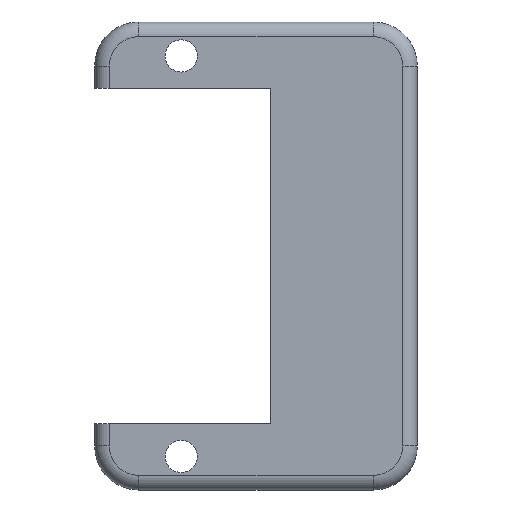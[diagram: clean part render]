
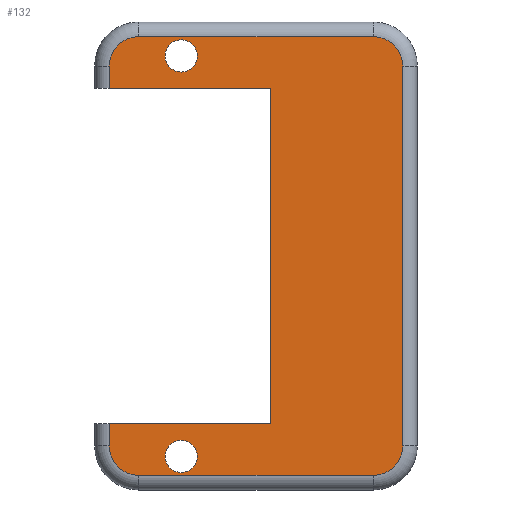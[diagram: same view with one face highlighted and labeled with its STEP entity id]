
A CAD part, left-side view. The second image highlights one B-rep face of the part: STEP entity #132.
In plain terms, the highlighted planar face has unit normal (-1, 0, 0).
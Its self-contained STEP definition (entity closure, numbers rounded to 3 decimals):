
#132=ADVANCED_FACE('',(#320,#322,#324),#326,.F.);
#320=FACE_BOUND('',#321,.T.);
#321=EDGE_LOOP('',(#557,#558,#559,#560,#561,#562,#563,#564,#565,#566,#567,#568));
#322=FACE_BOUND('',#323,.T.);
#323=EDGE_LOOP('',(#569));
#324=FACE_BOUND('',#325,.T.);
#325=EDGE_LOOP('',(#570));
#326=PLANE('',#327);
#327=AXIS2_PLACEMENT_3D('',#328,#329,#330);
#328=CARTESIAN_POINT('',(0.,0.,0.));
#329=DIRECTION('',(1.,0.,0.));
#330=DIRECTION('',(0.,0.,-1.));
#557=ORIENTED_EDGE('',*,*,#692,.F.);
#558=ORIENTED_EDGE('',*,*,#693,.T.);
#559=ORIENTED_EDGE('',*,*,#694,.T.);
#560=ORIENTED_EDGE('',*,*,#695,.T.);
#561=ORIENTED_EDGE('',*,*,#696,.F.);
#562=ORIENTED_EDGE('',*,*,#697,.F.);
#563=ORIENTED_EDGE('',*,*,#698,.F.);
#564=ORIENTED_EDGE('',*,*,#699,.F.);
#565=ORIENTED_EDGE('',*,*,#654,.T.);
#566=ORIENTED_EDGE('',*,*,#690,.F.);
#567=ORIENTED_EDGE('',*,*,#700,.F.);
#568=ORIENTED_EDGE('',*,*,#701,.F.);
#569=ORIENTED_EDGE('',*,*,#702,.T.);
#570=ORIENTED_EDGE('',*,*,#703,.T.);
#654=EDGE_CURVE('',#787,#785,#788,.T.);
#690=EDGE_CURVE('',#843,#785,#844,.F.);
#692=EDGE_CURVE('',#846,#847,#848,.T.);
#693=EDGE_CURVE('',#846,#849,#850,.T.);
#694=EDGE_CURVE('',#849,#851,#852,.T.);
#695=EDGE_CURVE('',#851,#853,#854,.T.);
#696=EDGE_CURVE('',#855,#853,#856,.T.);
#697=EDGE_CURVE('',#857,#855,#858,.F.);
#698=EDGE_CURVE('',#859,#857,#860,.T.);
#699=EDGE_CURVE('',#787,#859,#861,.F.);
#700=EDGE_CURVE('',#862,#843,#863,.T.);
#701=EDGE_CURVE('',#847,#862,#864,.F.);
#702=EDGE_CURVE('',#865,#865,#866,.F.);
#703=EDGE_CURVE('',#867,#867,#868,.F.);
#785=VERTEX_POINT('',#1046);
#787=VERTEX_POINT('',#1051);
#788=LINE('',#1052,#1053);
#843=VERTEX_POINT('',#1258);
#844=CIRCLE('',#1259,2.);
#846=VERTEX_POINT('',#1267);
#847=VERTEX_POINT('',#1268);
#848=LINE('',#1269,#1270);
#849=VERTEX_POINT('',#1272);
#850=LINE('',#1273,#1274);
#851=VERTEX_POINT('',#1276);
#852=LINE('',#1277,#1278);
#853=VERTEX_POINT('',#1280);
#854=LINE('',#1281,#1282);
#855=VERTEX_POINT('',#1284);
#856=LINE('',#1285,#1286);
#857=VERTEX_POINT('',#1288);
#858=CIRCLE('',#1289,2.);
#859=VERTEX_POINT('',#1293);
#860=LINE('',#1294,#1295);
#861=CIRCLE('',#1297,2.);
#862=VERTEX_POINT('',#1301);
#863=LINE('',#1302,#1303);
#864=CIRCLE('',#1305,2.);
#865=VERTEX_POINT('',#1309);
#866=CIRCLE('',#1310,1.1);
#867=VERTEX_POINT('',#1314);
#868=CIRCLE('',#1315,1.1);
#1046=CARTESIAN_POINT('',(0.,-14.,12.95));
#1051=CARTESIAN_POINT('',(0.,-14.,-12.95));
#1052=CARTESIAN_POINT('',(0.,-14.,-12.95));
#1053=VECTOR('',#1054,1.);
#1054=DIRECTION('',(0.,0.,1.));
#1258=CARTESIAN_POINT('',(0.,-12.,14.95));
#1259=AXIS2_PLACEMENT_3D('',#1260,#1261,#1262);
#1260=CARTESIAN_POINT('',(0.,-12.,12.95));
#1261=DIRECTION('',(-1.,0.,0.));
#1262=DIRECTION('',(0.,-1.,0.));
#1267=CARTESIAN_POINT('',(0.,6.,11.45));
#1268=CARTESIAN_POINT('',(0.,6.,12.95));
#1269=CARTESIAN_POINT('',(0.,6.,11.45));
#1270=VECTOR('',#1271,1.);
#1271=DIRECTION('',(0.,0.,1.));
#1272=CARTESIAN_POINT('',(0.,-5.,11.45));
#1273=CARTESIAN_POINT('',(0.,6.,11.45));
#1274=VECTOR('',#1275,1.);
#1275=DIRECTION('',(0.,-1.,0.));
#1276=CARTESIAN_POINT('',(0.,-5.,-11.45));
#1277=CARTESIAN_POINT('',(0.,-5.,11.45));
#1278=VECTOR('',#1279,1.);
#1279=DIRECTION('',(0.,0.,-1.));
#1280=CARTESIAN_POINT('',(0.,6.,-11.45));
#1281=CARTESIAN_POINT('',(0.,-5.,-11.45));
#1282=VECTOR('',#1283,1.);
#1283=DIRECTION('',(0.,1.,0.));
#1284=CARTESIAN_POINT('',(0.,6.,-12.95));
#1285=CARTESIAN_POINT('',(0.,6.,-12.95));
#1286=VECTOR('',#1287,1.);
#1287=DIRECTION('',(0.,0.,1.));
#1288=CARTESIAN_POINT('',(0.,4.,-14.95));
#1289=AXIS2_PLACEMENT_3D('',#1290,#1291,#1292);
#1290=CARTESIAN_POINT('',(0.,4.,-12.95));
#1291=DIRECTION('',(-1.,0.,0.));
#1292=DIRECTION('',(0.,1.,0.));
#1293=CARTESIAN_POINT('',(0.,-12.,-14.95));
#1294=CARTESIAN_POINT('',(0.,-12.,-14.95));
#1295=VECTOR('',#1296,1.);
#1296=DIRECTION('',(0.,1.,0.));
#1297=AXIS2_PLACEMENT_3D('',#1298,#1299,#1300);
#1298=CARTESIAN_POINT('',(0.,-12.,-12.95));
#1299=DIRECTION('',(-1.,0.,0.));
#1300=DIRECTION('',(0.,0.,-1.));
#1301=CARTESIAN_POINT('',(0.,4.,14.95));
#1302=CARTESIAN_POINT('',(0.,4.,14.95));
#1303=VECTOR('',#1304,1.);
#1304=DIRECTION('',(0.,-1.,0.));
#1305=AXIS2_PLACEMENT_3D('',#1306,#1307,#1308);
#1306=CARTESIAN_POINT('',(0.,4.,12.95));
#1307=DIRECTION('',(-1.,0.,0.));
#1308=DIRECTION('',(0.,0.,1.));
#1309=CARTESIAN_POINT('',(0.,1.1,14.737));
#1310=AXIS2_PLACEMENT_3D('',#1311,#1312,#1313);
#1311=CARTESIAN_POINT('',(0.,1.1,13.637));
#1312=DIRECTION('',(-1.,0.,0.));
#1313=DIRECTION('',(0.,0.,1.));
#1314=CARTESIAN_POINT('',(0.,1.1,-12.563));
#1315=AXIS2_PLACEMENT_3D('',#1316,#1317,#1318);
#1316=CARTESIAN_POINT('',(0.,1.1,-13.663));
#1317=DIRECTION('',(-1.,0.,0.));
#1318=DIRECTION('',(0.,0.,1.));
